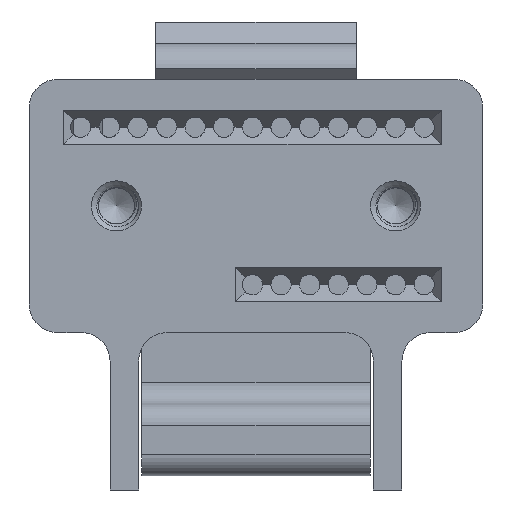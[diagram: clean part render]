
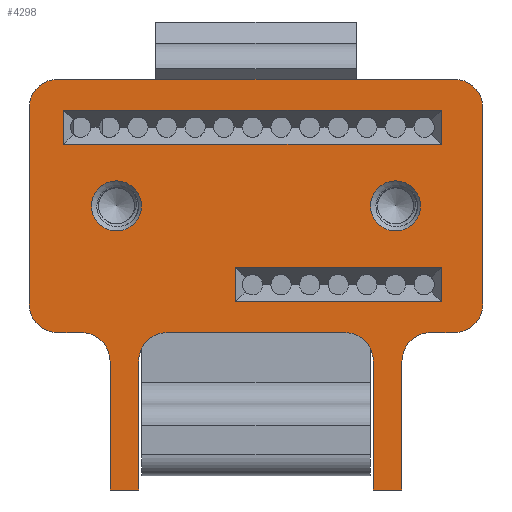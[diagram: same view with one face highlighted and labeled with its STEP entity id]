
A CAD part, front view. The second image highlights one B-rep face of the part: STEP entity #4298.
In plain terms, the highlighted planar face has unit normal (0, -1, 0).
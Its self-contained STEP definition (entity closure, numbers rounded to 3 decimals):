
#241=FACE_BOUND('',#797,.T.);
#242=FACE_BOUND('',#798,.T.);
#243=FACE_BOUND('',#799,.T.);
#244=FACE_BOUND('',#800,.T.);
#328=PLANE('',#4704);
#548=FACE_OUTER_BOUND('',#796,.T.);
#796=EDGE_LOOP('',(#3915,#3916,#3917,#3918,#3919,#3920,#3921,#3922,#3923,
#3924,#3925,#3926,#3927,#3928,#3929,#3930,#3931,#3932,#3933,#3934));
#797=EDGE_LOOP('',(#3935));
#798=EDGE_LOOP('',(#3936));
#799=EDGE_LOOP('',(#3937,#3938,#3939,#3940));
#800=EDGE_LOOP('',(#3941,#3942,#3943,#3944));
#993=LINE('',#9626,#1339);
#1008=LINE('',#9683,#1354);
#1010=LINE('',#9690,#1356);
#1011=LINE('',#9703,#1357);
#1013=LINE('',#9712,#1359);
#1022=LINE('',#9747,#1368);
#1024=LINE('',#9754,#1370);
#1025=LINE('',#9761,#1371);
#1039=LINE('',#9829,#1385);
#1042=LINE('',#9837,#1388);
#1045=LINE('',#9845,#1391);
#1056=LINE('',#9873,#1402);
#1068=LINE('',#9919,#1414);
#1072=LINE('',#9932,#1418);
#1076=LINE('',#9944,#1422);
#1084=LINE('',#9984,#1430);
#1088=LINE('',#9996,#1434);
#1099=LINE('',#10915,#1445);
#1120=LINE('',#10964,#1466);
#1122=LINE('',#10968,#1468);
#1339=VECTOR('',#5236,10.);
#1354=VECTOR('',#5281,10.);
#1356=VECTOR('',#5289,10.);
#1357=VECTOR('',#5314,10.);
#1359=VECTOR('',#5322,10.);
#1368=VECTOR('',#5351,10.);
#1370=VECTOR('',#5359,10.);
#1371=VECTOR('',#5372,10.);
#1385=VECTOR('',#5448,10.);
#1388=VECTOR('',#5457,10.);
#1391=VECTOR('',#5466,10.);
#1402=VECTOR('',#5487,10.);
#1414=VECTOR('',#5533,10.);
#1418=VECTOR('',#5547,10.);
#1422=VECTOR('',#5559,10.);
#1430=VECTOR('',#5605,10.);
#1434=VECTOR('',#5617,10.);
#1445=VECTOR('',#5654,10.);
#1466=VECTOR('',#5711,10.);
#1468=VECTOR('',#5717,10.);
#1537=CIRCLE('',#4480,1.75);
#1538=CIRCLE('',#4482,1.75);
#1557=CIRCLE('',#4567,2.);
#1558=CIRCLE('',#4570,2.);
#1559=CIRCLE('',#4573,2.);
#1560=CIRCLE('',#4576,2.);
#1575=CIRCLE('',#4600,2.);
#1576=CIRCLE('',#4603,2.);
#1589=CIRCLE('',#4623,2.);
#1590=CIRCLE('',#4626,2.);
#1851=VERTEX_POINT('',#8076);
#1853=VERTEX_POINT('',#8351);
#1855=VERTEX_POINT('',#9622);
#1857=VERTEX_POINT('',#9625);
#1884=VERTEX_POINT('',#9681);
#1886=VERTEX_POINT('',#9688);
#1888=VERTEX_POINT('',#9708);
#1890=VERTEX_POINT('',#9711);
#1906=VERTEX_POINT('',#9745);
#1908=VERTEX_POINT('',#9752);
#1929=VERTEX_POINT('',#9821);
#1930=VERTEX_POINT('',#9823);
#1931=VERTEX_POINT('',#9827);
#1932=VERTEX_POINT('',#9831);
#1933=VERTEX_POINT('',#9835);
#1934=VERTEX_POINT('',#9839);
#1935=VERTEX_POINT('',#9843);
#1940=VERTEX_POINT('',#9855);
#1947=VERTEX_POINT('',#9871);
#1963=VERTEX_POINT('',#9916);
#1964=VERTEX_POINT('',#9918);
#1967=VERTEX_POINT('',#9926);
#1968=VERTEX_POINT('',#9930);
#1969=VERTEX_POINT('',#9934);
#1972=VERTEX_POINT('',#9942);
#1984=VERTEX_POINT('',#9978);
#1985=VERTEX_POINT('',#9982);
#1986=VERTEX_POINT('',#9986);
#1989=VERTEX_POINT('',#9994);
#2000=VERTEX_POINT('',#10914);
#2370=EDGE_CURVE('',#1851,#1851,#1537,.T.);
#2375=EDGE_CURVE('',#1853,#1853,#1538,.T.);
#2389=EDGE_CURVE('',#1857,#1855,#993,.T.);
#2418=EDGE_CURVE('',#1855,#1884,#1008,.T.);
#2422=EDGE_CURVE('',#1884,#1886,#1010,.T.);
#2434=EDGE_CURVE('',#1886,#1857,#1011,.T.);
#2438=EDGE_CURVE('',#1890,#1888,#1013,.T.);
#2456=EDGE_CURVE('',#1888,#1906,#1022,.T.);
#2460=EDGE_CURVE('',#1906,#1908,#1024,.T.);
#2466=EDGE_CURVE('',#1908,#1890,#1025,.T.);
#2497=EDGE_CURVE('',#1929,#1930,#1557,.T.);
#2500=EDGE_CURVE('',#1929,#1931,#1039,.T.);
#2502=EDGE_CURVE('',#1932,#1931,#1558,.T.);
#2504=EDGE_CURVE('',#1932,#1933,#1042,.T.);
#2506=EDGE_CURVE('',#1934,#1933,#1559,.T.);
#2508=EDGE_CURVE('',#1934,#1935,#1045,.T.);
#2514=EDGE_CURVE('',#1940,#1935,#1560,.T.);
#2522=EDGE_CURVE('',#1940,#1947,#1056,.T.);
#2544=EDGE_CURVE('',#1964,#1963,#1068,.T.);
#2549=EDGE_CURVE('',#1967,#1963,#1575,.T.);
#2551=EDGE_CURVE('',#1967,#1968,#1072,.T.);
#2553=EDGE_CURVE('',#1969,#1968,#1576,.T.);
#2557=EDGE_CURVE('',#1972,#1969,#1076,.T.);
#2575=EDGE_CURVE('',#1984,#1947,#1589,.T.);
#2577=EDGE_CURVE('',#1984,#1985,#1084,.T.);
#2579=EDGE_CURVE('',#1986,#1985,#1590,.T.);
#2583=EDGE_CURVE('',#1989,#1986,#1088,.T.);
#2603=EDGE_CURVE('',#2000,#1930,#1099,.T.);
#2628=EDGE_CURVE('',#1964,#1989,#1120,.T.);
#2630=EDGE_CURVE('',#1972,#2000,#1122,.T.);
#3915=ORIENTED_EDGE('',*,*,#2514,.F.);
#3916=ORIENTED_EDGE('',*,*,#2522,.T.);
#3917=ORIENTED_EDGE('',*,*,#2575,.F.);
#3918=ORIENTED_EDGE('',*,*,#2577,.T.);
#3919=ORIENTED_EDGE('',*,*,#2579,.F.);
#3920=ORIENTED_EDGE('',*,*,#2583,.F.);
#3921=ORIENTED_EDGE('',*,*,#2628,.F.);
#3922=ORIENTED_EDGE('',*,*,#2544,.T.);
#3923=ORIENTED_EDGE('',*,*,#2549,.F.);
#3924=ORIENTED_EDGE('',*,*,#2551,.T.);
#3925=ORIENTED_EDGE('',*,*,#2553,.F.);
#3926=ORIENTED_EDGE('',*,*,#2557,.F.);
#3927=ORIENTED_EDGE('',*,*,#2630,.T.);
#3928=ORIENTED_EDGE('',*,*,#2603,.T.);
#3929=ORIENTED_EDGE('',*,*,#2497,.F.);
#3930=ORIENTED_EDGE('',*,*,#2500,.T.);
#3931=ORIENTED_EDGE('',*,*,#2502,.F.);
#3932=ORIENTED_EDGE('',*,*,#2504,.T.);
#3933=ORIENTED_EDGE('',*,*,#2506,.F.);
#3934=ORIENTED_EDGE('',*,*,#2508,.T.);
#3935=ORIENTED_EDGE('',*,*,#2370,.T.);
#3936=ORIENTED_EDGE('',*,*,#2375,.T.);
#3937=ORIENTED_EDGE('',*,*,#2460,.T.);
#3938=ORIENTED_EDGE('',*,*,#2466,.T.);
#3939=ORIENTED_EDGE('',*,*,#2438,.T.);
#3940=ORIENTED_EDGE('',*,*,#2456,.T.);
#3941=ORIENTED_EDGE('',*,*,#2434,.T.);
#3942=ORIENTED_EDGE('',*,*,#2389,.T.);
#3943=ORIENTED_EDGE('',*,*,#2418,.T.);
#3944=ORIENTED_EDGE('',*,*,#2422,.T.);
#4298=ADVANCED_FACE('',(#548,#241,#242,#243,#244),#328,.T.);
#4480=AXIS2_PLACEMENT_3D('',#8077,#5221,#5222);
#4482=AXIS2_PLACEMENT_3D('',#8352,#5226,#5227);
#4567=AXIS2_PLACEMENT_3D('',#9824,#5442,#5443);
#4570=AXIS2_PLACEMENT_3D('',#9833,#5452,#5453);
#4573=AXIS2_PLACEMENT_3D('',#9841,#5461,#5462);
#4576=AXIS2_PLACEMENT_3D('',#9857,#5474,#5475);
#4600=AXIS2_PLACEMENT_3D('',#9928,#5542,#5543);
#4603=AXIS2_PLACEMENT_3D('',#9936,#5551,#5552);
#4623=AXIS2_PLACEMENT_3D('',#9980,#5600,#5601);
#4626=AXIS2_PLACEMENT_3D('',#9988,#5609,#5610);
#4704=AXIS2_PLACEMENT_3D('',#11059,#5826,#5827);
#5221=DIRECTION('center_axis',(0.,1.,0.));
#5222=DIRECTION('ref_axis',(1.,0.,0.));
#5226=DIRECTION('center_axis',(0.,1.,0.));
#5227=DIRECTION('ref_axis',(1.,0.,0.));
#5236=DIRECTION('',(-1.,0.,0.));
#5281=DIRECTION('',(0.,0.,1.));
#5289=DIRECTION('',(1.,0.,0.));
#5314=DIRECTION('',(0.,0.,-1.));
#5322=DIRECTION('',(1.,0.,0.));
#5351=DIRECTION('',(0.,0.,-1.));
#5359=DIRECTION('',(-1.,0.,0.));
#5372=DIRECTION('',(0.,0.,1.));
#5442=DIRECTION('center_axis',(0.,-1.,0.));
#5443=DIRECTION('ref_axis',(-0.707,0.,0.707));
#5448=DIRECTION('',(1.,0.,0.));
#5452=DIRECTION('center_axis',(0.,1.,0.));
#5453=DIRECTION('ref_axis',(0.707,0.,-0.707));
#5457=DIRECTION('',(0.,0.,1.));
#5461=DIRECTION('center_axis',(0.,1.,0.));
#5462=DIRECTION('ref_axis',(0.707,0.,0.707));
#5466=DIRECTION('',(-1.,0.,0.));
#5474=DIRECTION('center_axis',(0.,1.,0.));
#5475=DIRECTION('ref_axis',(-0.707,0.,0.707));
#5487=DIRECTION('',(0.,0.,-1.));
#5533=DIRECTION('',(0.,0.,1.));
#5542=DIRECTION('center_axis',(0.,-1.,0.));
#5543=DIRECTION('ref_axis',(-0.707,0.,0.707));
#5547=DIRECTION('',(1.,0.,0.));
#5551=DIRECTION('center_axis',(0.,-1.,0.));
#5552=DIRECTION('ref_axis',(0.707,0.,0.707));
#5559=DIRECTION('',(0.,0.,1.));
#5600=DIRECTION('center_axis',(0.,1.,0.));
#5601=DIRECTION('ref_axis',(-0.707,0.,-0.707));
#5605=DIRECTION('',(1.,0.,0.));
#5609=DIRECTION('center_axis',(0.,-1.,0.));
#5610=DIRECTION('ref_axis',(0.707,0.,0.707));
#5617=DIRECTION('',(0.,0.,1.));
#5654=DIRECTION('',(0.,0.,1.));
#5711=DIRECTION('',(-1.,0.,0.));
#5717=DIRECTION('',(1.,0.,0.));
#5826=DIRECTION('center_axis',(0.,-1.,0.));
#5827=DIRECTION('ref_axis',(0.,0.,-1.));
#8076=CARTESIAN_POINT('',(8.,-15.7,0.));
#8077=CARTESIAN_POINT('Origin',(9.75,-15.7,0.));
#8351=CARTESIAN_POINT('',(-11.5,-15.7,0.));
#8352=CARTESIAN_POINT('Origin',(-9.75,-15.7,0.));
#9622=CARTESIAN_POINT('',(-13.45,-15.7,4.3));
#9625=CARTESIAN_POINT('',(12.95,-15.7,4.3));
#9626=CARTESIAN_POINT('',(6.475,-15.7,4.3));
#9681=CARTESIAN_POINT('',(-13.45,-15.7,6.7));
#9683=CARTESIAN_POINT('',(-13.45,-15.7,2.15));
#9688=CARTESIAN_POINT('',(12.95,-15.7,6.7));
#9690=CARTESIAN_POINT('',(-6.725,-15.7,6.7));
#9703=CARTESIAN_POINT('',(12.95,-15.7,3.35));
#9708=CARTESIAN_POINT('',(12.95,-15.7,-4.3));
#9711=CARTESIAN_POINT('',(-1.45,-15.7,-4.3));
#9712=CARTESIAN_POINT('',(-0.725,-15.7,-4.3));
#9745=CARTESIAN_POINT('',(12.95,-15.7,-6.7));
#9747=CARTESIAN_POINT('',(12.95,-15.7,-2.15));
#9752=CARTESIAN_POINT('',(-1.45,-15.7,-6.7));
#9754=CARTESIAN_POINT('',(6.475,-15.7,-6.7));
#9761=CARTESIAN_POINT('',(-1.45,-15.7,-3.35));
#9821=CARTESIAN_POINT('',(12.2,-15.7,-8.85));
#9823=CARTESIAN_POINT('',(10.2,-15.7,-10.85));
#9824=CARTESIAN_POINT('Origin',(12.2,-15.7,-10.85));
#9827=CARTESIAN_POINT('',(13.85,-15.7,-8.85));
#9829=CARTESIAN_POINT('',(15.85,-15.7,-8.85));
#9831=CARTESIAN_POINT('',(15.85,-15.7,-6.85));
#9833=CARTESIAN_POINT('Origin',(13.85,-15.7,-6.85));
#9835=CARTESIAN_POINT('',(15.85,-15.7,6.85));
#9837=CARTESIAN_POINT('',(15.85,-15.7,8.85));
#9839=CARTESIAN_POINT('',(13.85,-15.7,8.85));
#9841=CARTESIAN_POINT('Origin',(13.85,-15.7,6.85));
#9843=CARTESIAN_POINT('',(-13.85,-15.7,8.85));
#9845=CARTESIAN_POINT('',(-15.85,-15.7,8.85));
#9855=CARTESIAN_POINT('',(-15.85,-15.7,6.85));
#9857=CARTESIAN_POINT('Origin',(-13.85,-15.7,6.85));
#9871=CARTESIAN_POINT('',(-15.85,-15.7,-6.85));
#9873=CARTESIAN_POINT('',(-15.85,-15.7,-8.85));
#9916=CARTESIAN_POINT('',(-8.2,-15.7,-10.85));
#9918=CARTESIAN_POINT('',(-8.2,-15.7,-19.85));
#9919=CARTESIAN_POINT('',(-8.2,-15.7,-19.85));
#9926=CARTESIAN_POINT('',(-6.2,-15.7,-8.85));
#9928=CARTESIAN_POINT('Origin',(-6.2,-15.7,-10.85));
#9930=CARTESIAN_POINT('',(6.2,-15.7,-8.85));
#9932=CARTESIAN_POINT('',(15.85,-15.7,-8.85));
#9934=CARTESIAN_POINT('',(8.2,-15.7,-10.85));
#9936=CARTESIAN_POINT('Origin',(6.2,-15.7,-10.85));
#9942=CARTESIAN_POINT('',(8.2,-15.7,-19.85));
#9944=CARTESIAN_POINT('',(8.2,-15.7,-19.85));
#9978=CARTESIAN_POINT('',(-13.85,-15.7,-8.85));
#9980=CARTESIAN_POINT('Origin',(-13.85,-15.7,-6.85));
#9982=CARTESIAN_POINT('',(-12.2,-15.7,-8.85));
#9984=CARTESIAN_POINT('',(15.85,-15.7,-8.85));
#9986=CARTESIAN_POINT('',(-10.2,-15.7,-10.85));
#9988=CARTESIAN_POINT('Origin',(-12.2,-15.7,-10.85));
#9994=CARTESIAN_POINT('',(-10.2,-15.7,-19.85));
#9996=CARTESIAN_POINT('',(-10.2,-15.7,-19.85));
#10914=CARTESIAN_POINT('',(10.2,-15.7,-19.85));
#10915=CARTESIAN_POINT('',(10.2,-15.7,-19.85));
#10964=CARTESIAN_POINT('',(-8.2,-15.7,-19.85));
#10968=CARTESIAN_POINT('',(8.2,-15.7,-19.85));
#11059=CARTESIAN_POINT('Origin',(0.,-15.7,0.));
